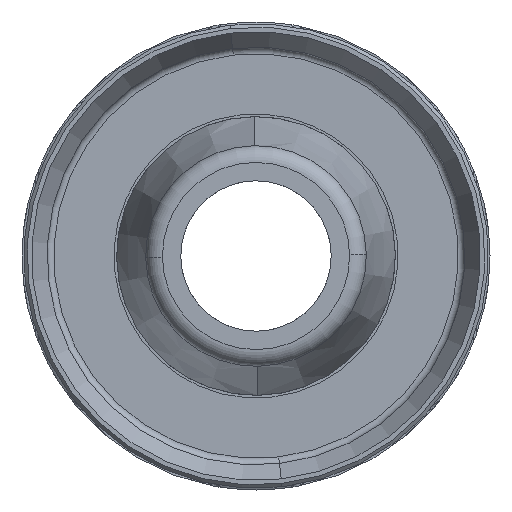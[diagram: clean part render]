
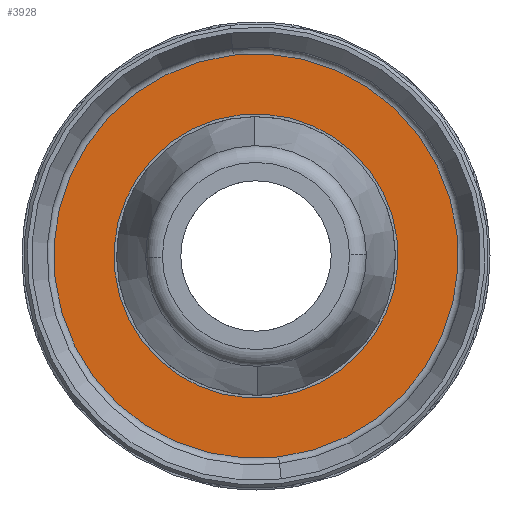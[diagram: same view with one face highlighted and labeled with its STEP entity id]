
A CAD part, front view. The second image highlights one B-rep face of the part: STEP entity #3928.
In plain terms, the highlighted planar face has unit normal (0, -1, 0).
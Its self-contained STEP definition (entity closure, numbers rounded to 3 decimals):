
#215 = PLANE ( 'NONE',  #3279 ) ;
#492 = EDGE_CURVE ( 'NONE', #2297, #3500, #2611, .T. ) ;
#579 = ORIENTED_EDGE ( 'NONE', *, *, #1390, .F. ) ;
#600 = ORIENTED_EDGE ( 'NONE', *, *, #492, .F. ) ;
#640 = CARTESIAN_POINT ( 'NONE',  ( 0., 3.6, -6.05 ) ) ;
#917 = CARTESIAN_POINT ( 'NONE',  ( 0., 3.6, 0. ) ) ;
#936 = CARTESIAN_POINT ( 'NONE',  ( 0., 3.6, 4.25 ) ) ;
#957 = CARTESIAN_POINT ( 'NONE',  ( 0., 3.6, 0. ) ) ;
#976 = DIRECTION ( 'NONE',  ( 0., 0., -1. ) ) ;
#1001 = FACE_OUTER_BOUND ( 'NONE', #2463, .T. ) ;
#1354 = VERTEX_POINT ( 'NONE', #640 ) ;
#1362 = CARTESIAN_POINT ( 'NONE',  ( 0., 3.6, 0. ) ) ;
#1382 = DIRECTION ( 'NONE',  ( 0., 1., 0. ) ) ;
#1390 = EDGE_CURVE ( 'NONE', #3500, #2297, #3055, .T. ) ;
#1575 = AXIS2_PLACEMENT_3D ( 'NONE', #1362, #2574, #4880 ) ;
#1638 = DIRECTION ( 'NONE',  ( 0., 0., 1. ) ) ;
#1646 = ORIENTED_EDGE ( 'NONE', *, *, #4882, .T. ) ;
#1697 = AXIS2_PLACEMENT_3D ( 'NONE', #957, #3683, #976 ) ;
#1727 = AXIS2_PLACEMENT_3D ( 'NONE', #3723, #4844, #4863 ) ;
#1769 = CIRCLE ( 'NONE', #1727, 6.05 ) ;
#1801 = AXIS2_PLACEMENT_3D ( 'NONE', #917, #4004, #1638 ) ;
#1927 = CARTESIAN_POINT ( 'NONE',  ( 0., 3.6, 6.05 ) ) ;
#2074 = FACE_BOUND ( 'NONE', #4620, .T. ) ;
#2122 = ORIENTED_EDGE ( 'NONE', *, *, #3872, .T. ) ;
#2297 = VERTEX_POINT ( 'NONE', #3084 ) ;
#2463 = EDGE_LOOP ( 'NONE', ( #1646, #2122 ) ) ;
#2574 = DIRECTION ( 'NONE',  ( 0., -1., 0. ) ) ;
#2611 = CIRCLE ( 'NONE', #1697, 4.25 ) ;
#3055 = CIRCLE ( 'NONE', #1575, 4.25 ) ;
#3084 = CARTESIAN_POINT ( 'NONE',  ( 0., 3.6, -4.25 ) ) ;
#3279 = AXIS2_PLACEMENT_3D ( 'NONE', #4825, #1382, #3707 ) ;
#3500 = VERTEX_POINT ( 'NONE', #936 ) ;
#3619 = VERTEX_POINT ( 'NONE', #1927 ) ;
#3683 = DIRECTION ( 'NONE',  ( 0., -1., 0. ) ) ;
#3707 = DIRECTION ( 'NONE',  ( 0., 0., 1. ) ) ;
#3723 = CARTESIAN_POINT ( 'NONE',  ( 0., 3.6, 0. ) ) ;
#3872 = EDGE_CURVE ( 'NONE', #1354, #3619, #3933, .T. ) ;
#3928 = ADVANCED_FACE ( 'NONE', ( #1001, #2074 ), #215, .F. ) ;
#3933 = CIRCLE ( 'NONE', #1801, 6.05 ) ;
#4004 = DIRECTION ( 'NONE',  ( 0., -1., 0. ) ) ;
#4620 = EDGE_LOOP ( 'NONE', ( #600, #579 ) ) ;
#4825 = CARTESIAN_POINT ( 'NONE',  ( -4.25, 3.6, 0. ) ) ;
#4844 = DIRECTION ( 'NONE',  ( 0., -1., 0. ) ) ;
#4863 = DIRECTION ( 'NONE',  ( 0., 0., 1. ) ) ;
#4880 = DIRECTION ( 'NONE',  ( 0., 0., -1. ) ) ;
#4882 = EDGE_CURVE ( 'NONE', #3619, #1354, #1769, .T. ) ;
